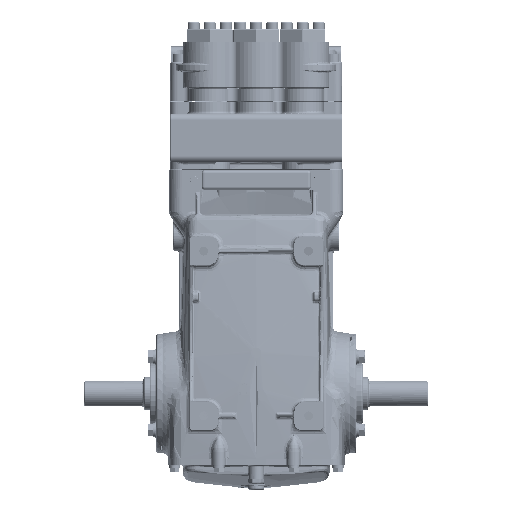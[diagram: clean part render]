
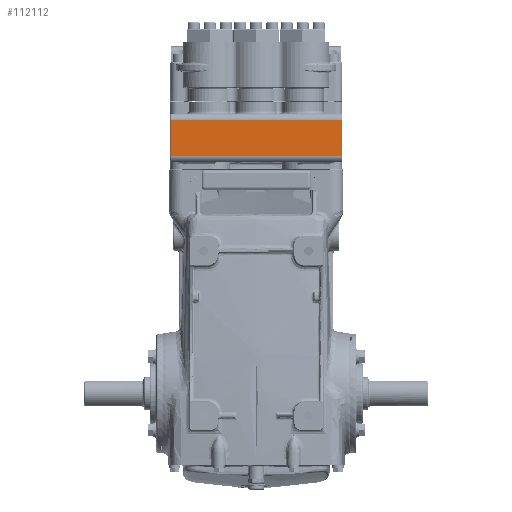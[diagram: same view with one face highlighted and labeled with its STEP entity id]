
A CAD part, front view. The second image highlights one B-rep face of the part: STEP entity #112112.
In plain terms, the highlighted planar face has unit normal (0, -1, 0).
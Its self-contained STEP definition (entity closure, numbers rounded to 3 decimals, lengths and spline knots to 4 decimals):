
#7533 = DIRECTION ( 'NONE',  ( 0., 0., -1. ) ) ;
#8842 = CARTESIAN_POINT ( 'NONE',  ( 4.5, -4.4664, 14.7047 ) ) ;
#9432 = PLANE ( 'NONE',  #168627 ) ;
#20528 = ORIENTED_EDGE ( 'NONE', *, *, #40563, .T. ) ;
#24290 = VERTEX_POINT ( 'NONE', #90463 ) ;
#27777 = CARTESIAN_POINT ( 'NONE',  ( -4.515, -4.4664, 14.3898 ) ) ;
#40563 = EDGE_CURVE ( 'NONE', #154269, #69552, #125829, .T. ) ;
#40596 = VECTOR ( 'NONE', #60971, 39.3701 ) ;
#52287 = LINE ( 'NONE', #104395, #154851 ) ;
#52370 = CARTESIAN_POINT ( 'NONE',  ( 4.5, -4.4664, 14.3898 ) ) ;
#60971 = DIRECTION ( 'NONE',  ( 0., 0., 1. ) ) ;
#61559 = CARTESIAN_POINT ( 'NONE',  ( 4.515, -4.4664, 14.7047 ) ) ;
#61677 = EDGE_CURVE ( 'NONE', #24290, #154269, #52287, .T. ) ;
#64601 = EDGE_CURVE ( 'NONE', #69552, #167469, #144787, .T. ) ;
#65540 = VECTOR ( 'NONE', #79961, 39.3701 ) ;
#69552 = VERTEX_POINT ( 'NONE', #52370 ) ;
#72510 = LINE ( 'NONE', #124522, #121013 ) ;
#79961 = DIRECTION ( 'NONE',  ( -1., 0., 0. ) ) ;
#89039 = CARTESIAN_POINT ( 'NONE',  ( 4.5, -4.4664, 12.4606 ) ) ;
#90463 = CARTESIAN_POINT ( 'NONE',  ( -4.5, -4.4664, 12.4606 ) ) ;
#90706 = CARTESIAN_POINT ( 'NONE',  ( -4.5, -4.4664, 14.3898 ) ) ;
#104395 = CARTESIAN_POINT ( 'NONE',  ( 4.515, -4.4664, 12.4606 ) ) ;
#112112 = ADVANCED_FACE ( 'NONE', ( #126428 ), #9432, .T. ) ;
#113608 = DIRECTION ( 'NONE',  ( 0., -1., 0. ) ) ;
#121013 = VECTOR ( 'NONE', #7533, 39.3701 ) ;
#124522 = CARTESIAN_POINT ( 'NONE',  ( -4.5, -4.4664, 14.7047 ) ) ;
#125829 = LINE ( 'NONE', #8842, #40596 ) ;
#126202 = ORIENTED_EDGE ( 'NONE', *, *, #64601, .T. ) ;
#126428 = FACE_OUTER_BOUND ( 'NONE', #145054, .T. ) ;
#131482 = ORIENTED_EDGE ( 'NONE', *, *, #61677, .T. ) ;
#135837 = EDGE_CURVE ( 'NONE', #167469, #24290, #72510, .T. ) ;
#144787 = LINE ( 'NONE', #27777, #65540 ) ;
#145054 = EDGE_LOOP ( 'NONE', ( #131482, #20528, #126202, #168664 ) ) ;
#154269 = VERTEX_POINT ( 'NONE', #89039 ) ;
#154851 = VECTOR ( 'NONE', #156473, 39.3701 ) ;
#156473 = DIRECTION ( 'NONE',  ( 1., 0., 0. ) ) ;
#165740 = DIRECTION ( 'NONE',  ( 0., 0., -1. ) ) ;
#167469 = VERTEX_POINT ( 'NONE', #90706 ) ;
#168627 = AXIS2_PLACEMENT_3D ( 'NONE', #61559, #113608, #165740 ) ;
#168664 = ORIENTED_EDGE ( 'NONE', *, *, #135837, .T. ) ;
